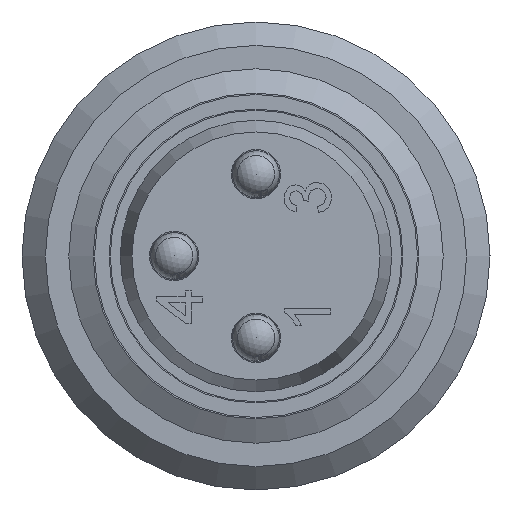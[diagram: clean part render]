
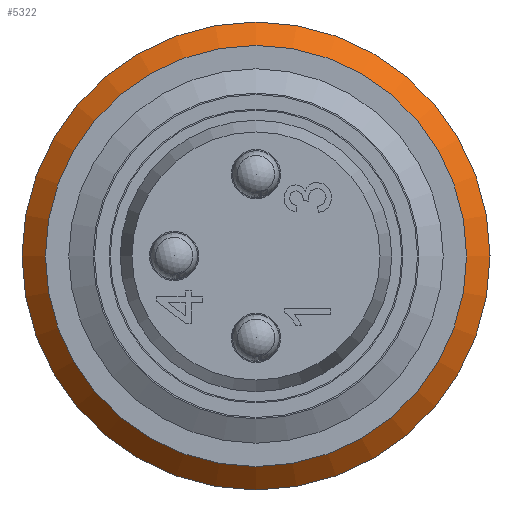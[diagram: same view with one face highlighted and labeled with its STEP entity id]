
A CAD part, left-side view. The second image highlights one B-rep face of the part: STEP entity #5322.
In plain terms, the highlighted conical face has half-angle 45 degrees and reference radius 5 mm.
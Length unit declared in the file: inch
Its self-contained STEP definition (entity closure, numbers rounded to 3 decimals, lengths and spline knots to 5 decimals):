
#716 = DIRECTION ( 'NONE',  ( 0., 0., -1. ) ) ;
#1645 = AXIS2_PLACEMENT_3D ( 'NONE', #15029, #13438, #11908 ) ;
#1875 = CONICAL_SURFACE ( 'NONE', #1645, 0.19685, 0.785 ) ;
#2241 = CARTESIAN_POINT ( 'NONE',  ( -0.26772, 0., 0.17717 ) ) ;
#2448 = CARTESIAN_POINT ( 'NONE',  ( -0.2874, 0., -0.19685 ) ) ;
#2843 = CIRCLE ( 'NONE', #5531, 0.19685 ) ;
#4366 = FACE_OUTER_BOUND ( 'NONE', #18419, .T. ) ;
#5232 = CIRCLE ( 'NONE', #9263, 0.17717 ) ;
#5322 = ADVANCED_FACE ( 'NONE', ( #4366, #16539 ), #1875, .T. ) ;
#5531 = AXIS2_PLACEMENT_3D ( 'NONE', #19727, #10243, #716 ) ;
#6438 = EDGE_CURVE ( 'NONE', #7472, #7472, #5232, .T. ) ;
#7472 = VERTEX_POINT ( 'NONE', #2241 ) ;
#7533 = VERTEX_POINT ( 'NONE', #2448 ) ;
#8574 = CARTESIAN_POINT ( 'NONE',  ( -0.26772, 0., 0. ) ) ;
#9263 = AXIS2_PLACEMENT_3D ( 'NONE', #8574, #19665, #10171 ) ;
#10171 = DIRECTION ( 'NONE',  ( 0., 0., 1. ) ) ;
#10243 = DIRECTION ( 'NONE',  ( -1., 0., 0. ) ) ;
#11908 = DIRECTION ( 'NONE',  ( 0., 0., 1. ) ) ;
#13438 = DIRECTION ( 'NONE',  ( -1., 0., 0. ) ) ;
#14795 = EDGE_LOOP ( 'NONE', ( #19290 ) ) ;
#15029 = CARTESIAN_POINT ( 'NONE',  ( -0.2874, 0., 0. ) ) ;
#15183 = ORIENTED_EDGE ( 'NONE', *, *, #16965, .F. ) ;
#16539 = FACE_BOUND ( 'NONE', #14795, .T. ) ;
#16965 = EDGE_CURVE ( 'NONE', #7533, #7533, #2843, .T. ) ;
#18419 = EDGE_LOOP ( 'NONE', ( #15183 ) ) ;
#19290 = ORIENTED_EDGE ( 'NONE', *, *, #6438, .T. ) ;
#19665 = DIRECTION ( 'NONE',  ( -1., 0., 0. ) ) ;
#19727 = CARTESIAN_POINT ( 'NONE',  ( -0.2874, 0., 0. ) ) ;
